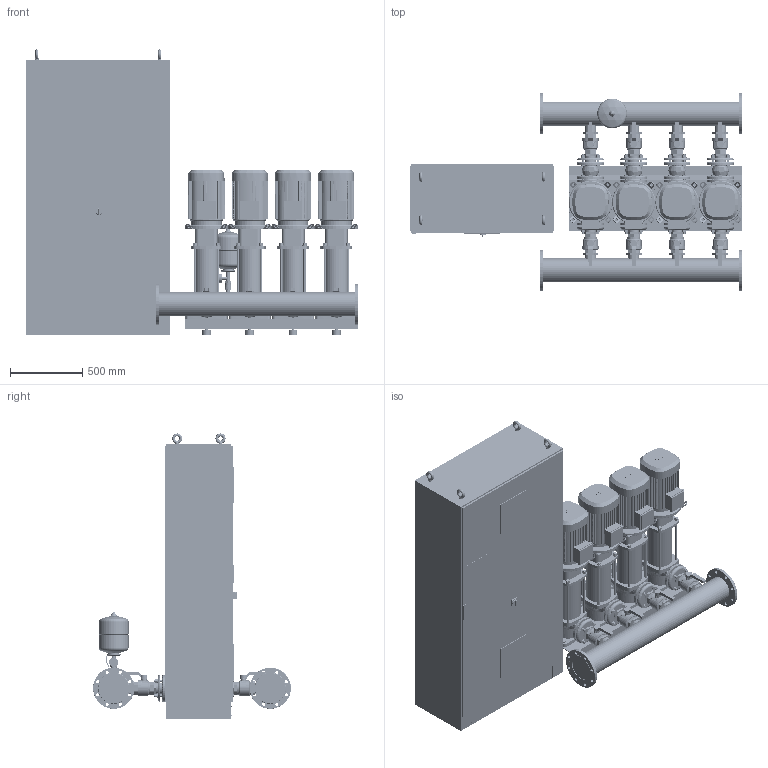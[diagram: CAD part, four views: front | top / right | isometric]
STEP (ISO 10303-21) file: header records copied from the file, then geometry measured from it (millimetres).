
FILE_DESCRIPTION((''),'2;1');
FILE_NAME('3d_SiBoostSmartFC4HELIXV3604_2-2540813.stp','2016-01-25T11:39:01',(''),(''),'Mechanical Desktop 2009','Mechanical Desktop 2009',', , ');
FILE_SCHEMA(('CONFIG_CONTROL_DESIGN'));
Length unit declared in the file: millimetre
Products named in the file (1): Product
Bounding box: 2300 x 1370 x 1975 mm (x, y, z)
Volume: 1171746727.7 mm3; surface area: 23337828.7 mm2
Topology: 251 solids, 251 shells, 6028 faces, 14982 edges, 9766 vertices
Faces by surface type: plane 2270, bspline 2110, cylinder 1286, cone 248, torus 108, sphere 6
Entity records: 200772 total; most frequent: CARTESIAN_POINT 60117, ORIENTED_EDGE 29924, DIRECTION 27588, EDGE_CURVE 14962, VERTEX_POINT 9762, AXIS2_PLACEMENT_3D 9407, VECTOR 8774, LINE 8774
